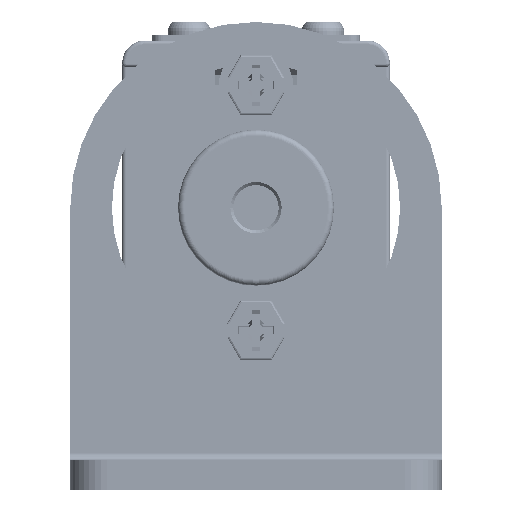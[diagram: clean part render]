
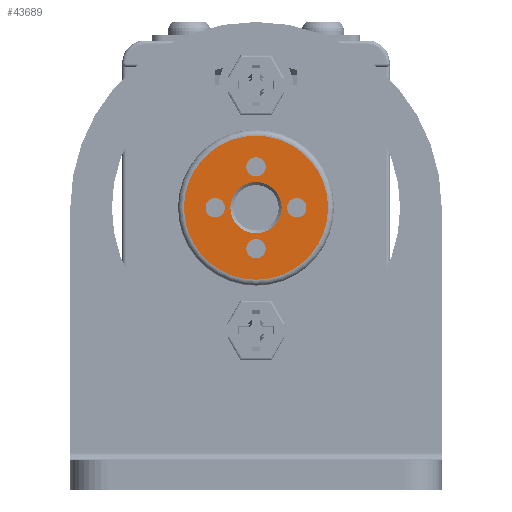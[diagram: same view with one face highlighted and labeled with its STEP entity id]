
A CAD part, front view. The second image highlights one B-rep face of the part: STEP entity #43689.
In plain terms, the highlighted face is planar.
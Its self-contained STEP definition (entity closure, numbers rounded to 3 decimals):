
#42248=CARTESIAN_POINT('',(0.,0.,0.));
#42249=DIRECTION('',(0.,1.,0.));
#42250=DIRECTION('',(1.,0.,0.));
#42251=AXIS2_PLACEMENT_3D('',#42248,#42249,#42250);
#42253=CARTESIAN_POINT('',(0.,0.,0.));
#42254=DIRECTION('',(0.,1.,0.));
#42255=DIRECTION('',(-1.,0.,0.));
#42256=AXIS2_PLACEMENT_3D('',#42253,#42254,#42255);
#42258=CARTESIAN_POINT('',(0.,0.,0.));
#42259=DIRECTION('',(0.,-1.,0.));
#42260=DIRECTION('',(1.,0.,0.));
#42261=AXIS2_PLACEMENT_3D('',#42258,#42259,#42260);
#42263=CARTESIAN_POINT('',(0.,0.,0.));
#42264=DIRECTION('',(0.,-1.,0.));
#42265=DIRECTION('',(-1.,0.,0.));
#42266=AXIS2_PLACEMENT_3D('',#42263,#42264,#42265);
#42268=CARTESIAN_POINT('',(0.,0.,-5.5));
#42269=DIRECTION('',(0.,1.,0.));
#42270=DIRECTION('',(1.,0.,0.));
#42271=AXIS2_PLACEMENT_3D('',#42268,#42269,#42270);
#42273=CARTESIAN_POINT('',(0.,0.,-5.5));
#42274=DIRECTION('',(0.,1.,0.));
#42275=DIRECTION('',(-1.,0.,0.));
#42276=AXIS2_PLACEMENT_3D('',#42273,#42274,#42275);
#42278=CARTESIAN_POINT('',(5.5,0.,0.));
#42279=DIRECTION('',(0.,1.,0.));
#42280=DIRECTION('',(1.,0.,0.));
#42281=AXIS2_PLACEMENT_3D('',#42278,#42279,#42280);
#42283=CARTESIAN_POINT('',(5.5,0.,0.));
#42284=DIRECTION('',(0.,1.,0.));
#42285=DIRECTION('',(-1.,0.,0.));
#42286=AXIS2_PLACEMENT_3D('',#42283,#42284,#42285);
#42288=CARTESIAN_POINT('',(0.,0.,5.5));
#42289=DIRECTION('',(0.,1.,0.));
#42290=DIRECTION('',(1.,0.,0.));
#42291=AXIS2_PLACEMENT_3D('',#42288,#42289,#42290);
#42293=CARTESIAN_POINT('',(0.,0.,5.5));
#42294=DIRECTION('',(0.,1.,0.));
#42295=DIRECTION('',(-1.,0.,0.));
#42296=AXIS2_PLACEMENT_3D('',#42293,#42294,#42295);
#42298=CARTESIAN_POINT('',(-5.5,0.,0.));
#42299=DIRECTION('',(0.,1.,0.));
#42300=DIRECTION('',(1.,0.,0.));
#42301=AXIS2_PLACEMENT_3D('',#42298,#42299,#42300);
#42303=CARTESIAN_POINT('',(-5.5,0.,0.));
#42304=DIRECTION('',(0.,1.,0.));
#42305=DIRECTION('',(-1.,0.,0.));
#42306=AXIS2_PLACEMENT_3D('',#42303,#42304,#42305);
#43375=CARTESIAN_POINT('',(9.7,0.,0.));
#43376=CARTESIAN_POINT('',(-9.7,0.,0.));
#43377=VERTEX_POINT('',#43375);
#43378=VERTEX_POINT('',#43376);
#43403=CARTESIAN_POINT('',(3.45,0.,0.));
#43404=CARTESIAN_POINT('',(-3.45,0.,0.));
#43405=VERTEX_POINT('',#43403);
#43406=VERTEX_POINT('',#43404);
#43427=CARTESIAN_POINT('',(1.3,0.,-5.5));
#43428=CARTESIAN_POINT('',(-1.3,0.,-5.5));
#43429=VERTEX_POINT('',#43427);
#43430=VERTEX_POINT('',#43428);
#43431=CARTESIAN_POINT('',(6.8,0.,0.));
#43432=CARTESIAN_POINT('',(4.2,0.,0.));
#43433=VERTEX_POINT('',#43431);
#43434=VERTEX_POINT('',#43432);
#43435=CARTESIAN_POINT('',(1.3,0.,5.5));
#43436=CARTESIAN_POINT('',(-1.3,0.,5.5));
#43437=VERTEX_POINT('',#43435);
#43438=VERTEX_POINT('',#43436);
#43439=CARTESIAN_POINT('',(-4.2,0.,0.));
#43440=CARTESIAN_POINT('',(-6.8,0.,0.));
#43441=VERTEX_POINT('',#43439);
#43442=VERTEX_POINT('',#43440);
#43649=CARTESIAN_POINT('',(0.,0.,0.));
#43650=DIRECTION('',(0.,1.,0.));
#43651=DIRECTION('',(1.,0.,0.));
#43652=AXIS2_PLACEMENT_3D('',#43649,#43650,#43651);
#43653=PLANE('',#43652);
#43655=ORIENTED_EDGE('',*,*,#43654,.F.);
#43657=ORIENTED_EDGE('',*,*,#43656,.F.);
#43658=EDGE_LOOP('',(#43655,#43657));
#43659=FACE_OUTER_BOUND('',#43658,.F.);
#43661=ORIENTED_EDGE('',*,*,#43660,.F.);
#43662=ORIENTED_EDGE('',*,*,#43639,.F.);
#43663=EDGE_LOOP('',(#43661,#43662));
#43664=FACE_BOUND('',#43663,.F.);
#43666=ORIENTED_EDGE('',*,*,#43665,.T.);
#43668=ORIENTED_EDGE('',*,*,#43667,.T.);
#43669=EDGE_LOOP('',(#43666,#43668));
#43670=FACE_BOUND('',#43669,.F.);
#43672=ORIENTED_EDGE('',*,*,#43671,.T.);
#43674=ORIENTED_EDGE('',*,*,#43673,.T.);
#43675=EDGE_LOOP('',(#43672,#43674));
#43676=FACE_BOUND('',#43675,.F.);
#43678=ORIENTED_EDGE('',*,*,#43677,.T.);
#43680=ORIENTED_EDGE('',*,*,#43679,.T.);
#43681=EDGE_LOOP('',(#43678,#43680));
#43682=FACE_BOUND('',#43681,.F.);
#43684=ORIENTED_EDGE('',*,*,#43683,.T.);
#43686=ORIENTED_EDGE('',*,*,#43685,.T.);
#43687=EDGE_LOOP('',(#43684,#43686));
#43688=FACE_BOUND('',#43687,.F.);
#43689=ADVANCED_FACE('',(#43659,#43664,#43670,#43676,#43682,#43688),#43653,.T.);
#42252=CIRCLE('',#42251,9.7);
#42257=CIRCLE('',#42256,9.7);
#42262=CIRCLE('',#42261,3.45);
#42267=CIRCLE('',#42266,3.45);
#42272=CIRCLE('',#42271,1.3);
#42277=CIRCLE('',#42276,1.3);
#42282=CIRCLE('',#42281,1.3);
#42287=CIRCLE('',#42286,1.3);
#42292=CIRCLE('',#42291,1.3);
#42297=CIRCLE('',#42296,1.3);
#42302=CIRCLE('',#42301,1.3);
#42307=CIRCLE('',#42306,1.3);
#43639=EDGE_CURVE('',#43406,#43405,#42267,.T.);
#43654=EDGE_CURVE('',#43377,#43378,#42252,.T.);
#43656=EDGE_CURVE('',#43378,#43377,#42257,.T.);
#43660=EDGE_CURVE('',#43405,#43406,#42262,.T.);
#43665=EDGE_CURVE('',#43429,#43430,#42272,.T.);
#43667=EDGE_CURVE('',#43430,#43429,#42277,.T.);
#43671=EDGE_CURVE('',#43433,#43434,#42282,.T.);
#43673=EDGE_CURVE('',#43434,#43433,#42287,.T.);
#43677=EDGE_CURVE('',#43437,#43438,#42292,.T.);
#43679=EDGE_CURVE('',#43438,#43437,#42297,.T.);
#43683=EDGE_CURVE('',#43441,#43442,#42302,.T.);
#43685=EDGE_CURVE('',#43442,#43441,#42307,.T.);
